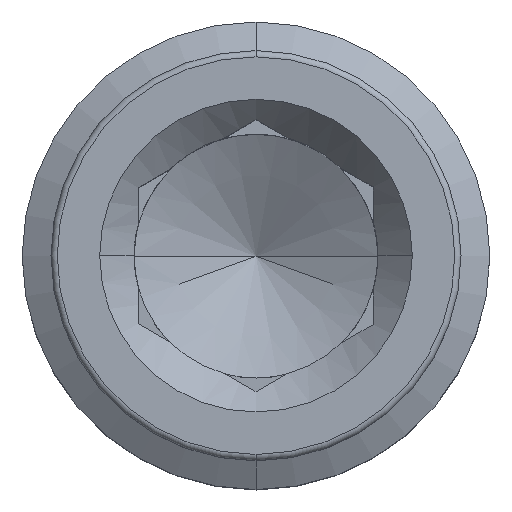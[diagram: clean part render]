
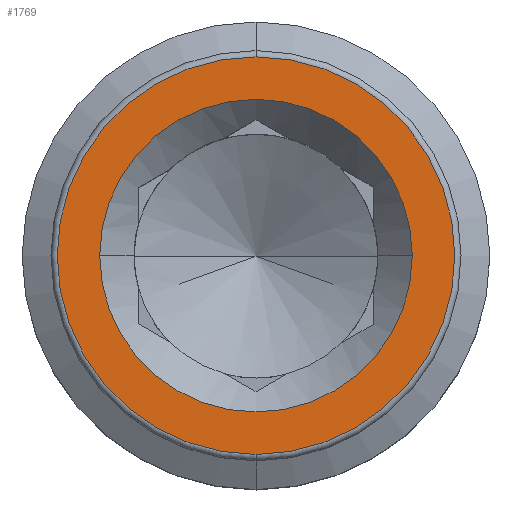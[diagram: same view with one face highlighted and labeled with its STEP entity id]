
A CAD part, top view. The second image highlights one B-rep face of the part: STEP entity #1769.
In plain terms, the highlighted planar face has unit normal (0, 0, 1).
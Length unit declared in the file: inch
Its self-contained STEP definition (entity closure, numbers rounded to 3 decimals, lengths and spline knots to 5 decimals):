
#11=CARTESIAN_POINT('',(0.,0.,0.97492));
#12=DIRECTION('',(0.,0.,1.));
#13=DIRECTION('',(0.,-1.,0.));
#14=AXIS2_PLACEMENT_3D('',#11,#12,#13);
#16=CARTESIAN_POINT('',(0.,0.,0.97492));
#17=DIRECTION('',(0.,0.,1.));
#18=DIRECTION('',(0.,1.,0.));
#19=AXIS2_PLACEMENT_3D('',#16,#17,#18);
#21=CARTESIAN_POINT('',(0.,0.,0.97492));
#22=DIRECTION('',(0.,0.,1.));
#23=DIRECTION('',(1.,0.,0.));
#24=AXIS2_PLACEMENT_3D('',#21,#22,#23);
#26=CARTESIAN_POINT('',(0.,0.,0.97492));
#27=DIRECTION('',(0.,0.,1.));
#28=DIRECTION('',(-1.,0.,0.));
#29=AXIS2_PLACEMENT_3D('',#26,#27,#28);
#1640=CARTESIAN_POINT('',(0.,-0.159,0.97492));
#1641=CARTESIAN_POINT('',(0.,0.159,0.97492));
#1642=VERTEX_POINT('',#1640);
#1643=VERTEX_POINT('',#1641);
#1648=CARTESIAN_POINT('',(0.125,0.,0.97492));
#1649=CARTESIAN_POINT('',(-0.125,0.,0.97492));
#1650=VERTEX_POINT('',#1648);
#1651=VERTEX_POINT('',#1649);
#1753=CARTESIAN_POINT('',(0.,0.,0.97492));
#1754=DIRECTION('',(0.,0.,-1.));
#1755=DIRECTION('',(1.,0.,0.));
#1756=AXIS2_PLACEMENT_3D('',#1753,#1754,#1755);
#1757=PLANE('',#1756);
#1759=ORIENTED_EDGE('',*,*,#1758,.F.);
#1760=ORIENTED_EDGE('',*,*,#1743,.F.);
#1761=EDGE_LOOP('',(#1759,#1760));
#1762=FACE_OUTER_BOUND('',#1761,.F.);
#1764=ORIENTED_EDGE('',*,*,#1763,.T.);
#1766=ORIENTED_EDGE('',*,*,#1765,.T.);
#1767=EDGE_LOOP('',(#1764,#1766));
#1768=FACE_BOUND('',#1767,.F.);
#1769=ADVANCED_FACE('',(#1762,#1768),#1757,.F.);
#15=CIRCLE('',#14,0.159);
#20=CIRCLE('',#19,0.159);
#25=CIRCLE('',#24,0.125);
#30=CIRCLE('',#29,0.125);
#1743=EDGE_CURVE('',#1643,#1642,#20,.T.);
#1758=EDGE_CURVE('',#1642,#1643,#15,.T.);
#1763=EDGE_CURVE('',#1650,#1651,#25,.T.);
#1765=EDGE_CURVE('',#1651,#1650,#30,.T.);
